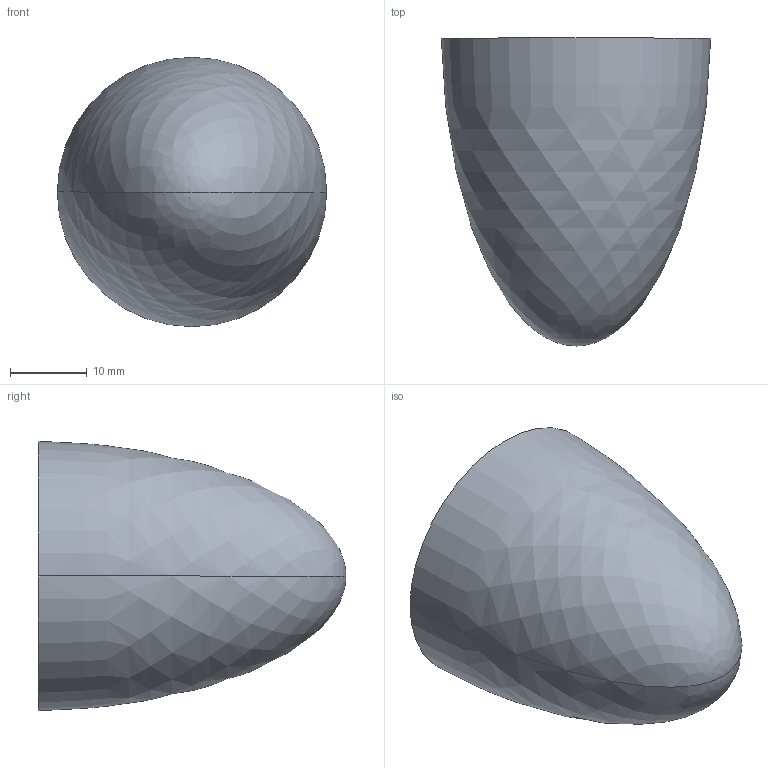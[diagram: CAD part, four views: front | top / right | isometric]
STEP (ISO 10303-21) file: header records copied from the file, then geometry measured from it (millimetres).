
FILE_DESCRIPTION(('STEP AP214'),'1');
FILE_NAME(' ',' ',('TraceParts'),('TraceParts S.A.'),'XStep 1.0',' ',' ');
FILE_SCHEMA(('automotive_design'));
Length unit declared in the file: millimetre
Products named in the file (2): 1; 2
Bounding box: 35 x 40 x 35 mm (x, y, z)
Volume: 24767.4 mm3; surface area: 7521.4 mm2
Topology: 2 solids, 2 shells, 27 faces, 54 edges, 32 vertices
Faces by surface type: cylinder 12, plane 7, cone 6, revolution 2
Entity records: 722 total; most frequent: DIRECTION 138, CARTESIAN_POINT 121, ORIENTED_EDGE 100, AXIS2_PLACEMENT_3D 59, EDGE_CURVE 50, EDGE_LOOP 32, VERTEX_POINT 32, CIRCLE 30
